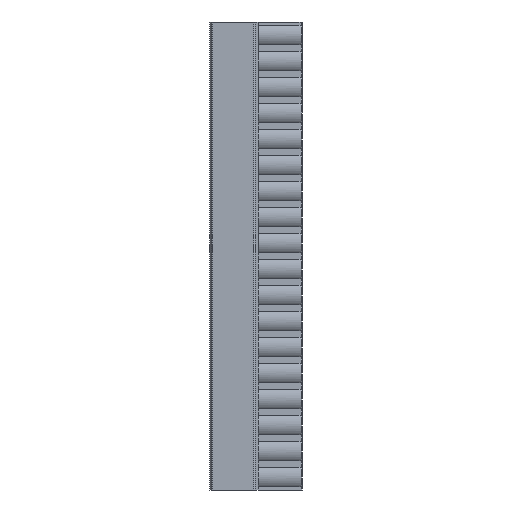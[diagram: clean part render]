
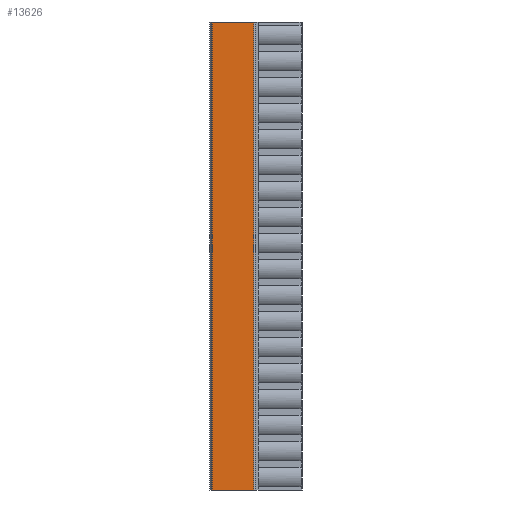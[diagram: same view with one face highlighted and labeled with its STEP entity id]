
A CAD part, front view. The second image highlights one B-rep face of the part: STEP entity #13626.
In plain terms, the highlighted planar face has unit normal (0, -1, 0).
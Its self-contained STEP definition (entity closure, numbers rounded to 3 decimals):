
#839 = LINE ( 'NONE', #8022, #10042 ) ;
#1996 = DIRECTION ( 'NONE',  ( 0., 0., -1. ) ) ;
#2059 = CARTESIAN_POINT ( 'NONE',  ( 8.4, 0., -2.54 ) ) ;
#2598 = PLANE ( 'NONE',  #19551 ) ;
#3895 = ORIENTED_EDGE ( 'NONE', *, *, #21911, .F. ) ;
#4635 = CARTESIAN_POINT ( 'NONE',  ( 0., 0., 88.9 ) ) ;
#6471 = FACE_OUTER_BOUND ( 'NONE', #9820, .T. ) ;
#7059 = VECTOR ( 'NONE', #1996, 1000. ) ;
#7583 = VERTEX_POINT ( 'NONE', #10244 ) ;
#8022 = CARTESIAN_POINT ( 'NONE',  ( 8.4, 0., 88.9 ) ) ;
#8728 = VERTEX_POINT ( 'NONE', #13468 ) ;
#9752 = CARTESIAN_POINT ( 'NONE',  ( 8.4, 0., 22.86 ) ) ;
#9820 = EDGE_LOOP ( 'NONE', ( #13743, #3895, #10029, #10018 ) ) ;
#10018 = ORIENTED_EDGE ( 'NONE', *, *, #11898, .T. ) ;
#10029 = ORIENTED_EDGE ( 'NONE', *, *, #10121, .T. ) ;
#10042 = VECTOR ( 'NONE', #22406, 1000. ) ;
#10121 = EDGE_CURVE ( 'NONE', #15060, #7583, #13159, .T. ) ;
#10244 = CARTESIAN_POINT ( 'NONE',  ( 0., 0., -2.54 ) ) ;
#10574 = CARTESIAN_POINT ( 'NONE',  ( 8.1, 0., 22.86 ) ) ;
#11898 = EDGE_CURVE ( 'NONE', #7583, #8728, #14522, .T. ) ;
#12442 = LINE ( 'NONE', #10574, #17036 ) ;
#13159 = LINE ( 'NONE', #18105, #7059 ) ;
#13468 = CARTESIAN_POINT ( 'NONE',  ( 8.1, 0., -2.54 ) ) ;
#13626 = ADVANCED_FACE ( 'NONE', ( #6471 ), #2598, .T. ) ;
#13743 = ORIENTED_EDGE ( 'NONE', *, *, #16583, .T. ) ;
#13814 = VECTOR ( 'NONE', #16293, 1000. ) ;
#14326 = DIRECTION ( 'NONE',  ( 0., 0., 1. ) ) ;
#14522 = LINE ( 'NONE', #2059, #13814 ) ;
#14794 = VERTEX_POINT ( 'NONE', #21033 ) ;
#15060 = VERTEX_POINT ( 'NONE', #4635 ) ;
#15405 = DIRECTION ( 'NONE',  ( 0., -1., 0. ) ) ;
#16293 = DIRECTION ( 'NONE',  ( 1., 0., 0. ) ) ;
#16583 = EDGE_CURVE ( 'NONE', #8728, #14794, #12442, .T. ) ;
#16954 = DIRECTION ( 'NONE',  ( 0., 0., -1. ) ) ;
#17036 = VECTOR ( 'NONE', #14326, 1000. ) ;
#18105 = CARTESIAN_POINT ( 'NONE',  ( 0., 0., 22.86 ) ) ;
#19551 = AXIS2_PLACEMENT_3D ( 'NONE', #9752, #15405, #16954 ) ;
#21033 = CARTESIAN_POINT ( 'NONE',  ( 8.1, 0., 88.9 ) ) ;
#21911 = EDGE_CURVE ( 'NONE', #15060, #14794, #839, .T. ) ;
#22406 = DIRECTION ( 'NONE',  ( 1., 0., 0. ) ) ;
